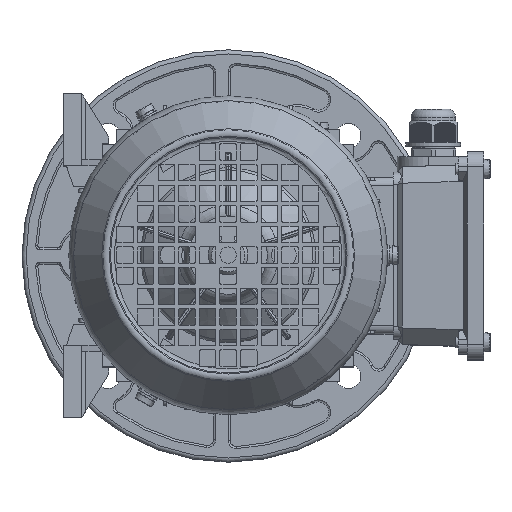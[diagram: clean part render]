
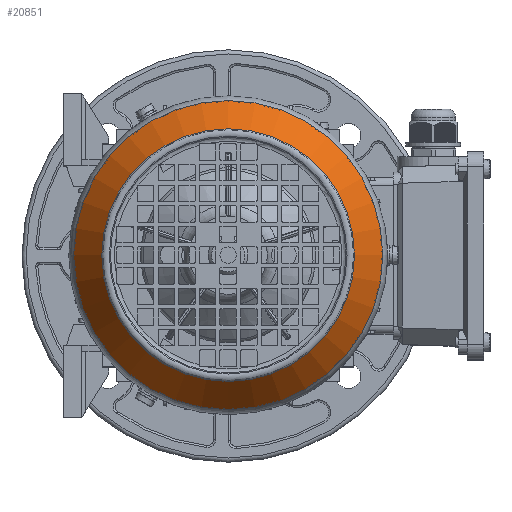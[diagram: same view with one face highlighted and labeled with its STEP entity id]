
A CAD part, top view. The second image highlights one B-rep face of the part: STEP entity #20851.
In plain terms, the highlighted conical face has half-angle 35 degrees and reference radius 74.985 mm.
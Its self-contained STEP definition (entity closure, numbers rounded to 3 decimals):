
#15293=FACE_BOUND('',#29357,.T.);
#15294=FACE_BOUND('',#29358,.T.);
#20851=ADVANCED_FACE('',(#15293,#15294),#23307,.T.);
#23307=CONICAL_SURFACE('',#81295,74.985,35.);
#29357=EDGE_LOOP('',(#45632));
#29358=EDGE_LOOP('',(#45633));
#33219=CIRCLE('',#81292,74.985);
#33220=CIRCLE('',#81294,61.294);
#45632=ORIENTED_EDGE('',*,*,#70881,.T.);
#45633=ORIENTED_EDGE('',*,*,#70880,.F.);
#61652=VERTEX_POINT('',#132483);
#61653=VERTEX_POINT('',#132486);
#70880=EDGE_CURVE('',#61652,#61652,#33219,.T.);
#70881=EDGE_CURVE('',#61653,#61653,#33220,.T.);
#81292=AXIS2_PLACEMENT_3D('',#132482,#94538,#94539);
#81294=AXIS2_PLACEMENT_3D('',#132485,#94542,#94543);
#81295=AXIS2_PLACEMENT_3D('',#132487,#94544,#94545);
#94538=DIRECTION('',(0.,0.,-1.));
#94539=DIRECTION('',(0.,-1.,0.));
#94542=DIRECTION('',(0.,0.,-1.));
#94543=DIRECTION('',(0.,-1.,0.));
#94544=DIRECTION('',(0.,0.,-1.));
#94545=DIRECTION('',(0.,-1.,0.));
#132482=CARTESIAN_POINT('',(0.,0.,199.253));
#132483=CARTESIAN_POINT('',(0.,-74.985,199.253));
#132485=CARTESIAN_POINT('',(0.,0.,218.806));
#132486=CARTESIAN_POINT('',(0.,-61.294,218.806));
#132487=CARTESIAN_POINT('',(0.,0.,199.253));
